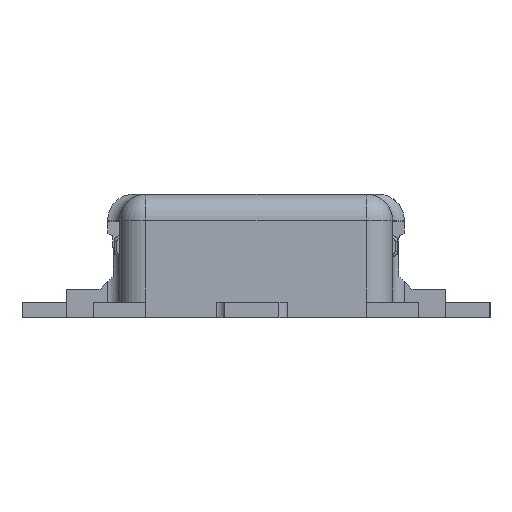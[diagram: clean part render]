
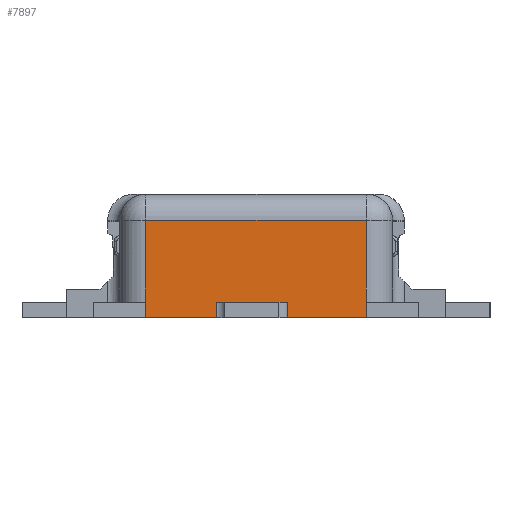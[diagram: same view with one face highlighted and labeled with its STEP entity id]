
A CAD part, left-side view. The second image highlights one B-rep face of the part: STEP entity #7897.
In plain terms, the highlighted planar face has unit normal (-1, 0, 0).
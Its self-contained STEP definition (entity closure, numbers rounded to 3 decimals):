
#1767=DIRECTION('',(0.,0.,-1.));
#1768=VECTOR('',#1767,0.315);
#1769=CARTESIAN_POINT('',(-4.13,0.425,0.375));
#1770=LINE('',#1769,#1768);
#1771=DIRECTION('',(0.,0.,-1.));
#1772=VECTOR('',#1771,0.06);
#1773=CARTESIAN_POINT('',(-4.13,-0.425,0.06));
#1774=LINE('',#1773,#1772);
#1775=DIRECTION('',(0.,1.,0.));
#1776=VECTOR('',#1775,0.305);
#1777=CARTESIAN_POINT('',(-4.13,-0.425,0.));
#1778=LINE('',#1777,#1776);
#1779=DIRECTION('',(0.,1.,0.));
#1780=VECTOR('',#1779,0.273);
#1781=CARTESIAN_POINT('',(-4.13,0.152,0.));
#1782=LINE('',#1781,#1780);
#1783=DIRECTION('',(0.,1.,0.));
#1784=VECTOR('',#1783,0.85);
#1785=CARTESIAN_POINT('',(-4.13,-0.425,0.375));
#1786=LINE('',#1785,#1784);
#1870=DIRECTION('',(0.,0.,1.));
#1871=VECTOR('',#1870,0.315);
#1872=CARTESIAN_POINT('',(-4.13,-0.425,0.06));
#1873=LINE('',#1872,#1871);
#2502=DIRECTION('',(0.,0.,-1.));
#2503=VECTOR('',#2502,0.06);
#2504=CARTESIAN_POINT('',(-4.13,-0.12,0.06));
#2505=LINE('',#2504,#2503);
#2510=DIRECTION('',(0.,0.,1.));
#2511=VECTOR('',#2510,0.06);
#2512=CARTESIAN_POINT('',(-4.13,0.152,0.));
#2513=LINE('',#2512,#2511);
#2532=DIRECTION('',(0.,-1.,0.));
#2533=VECTOR('',#2532,0.272);
#2534=CARTESIAN_POINT('',(-4.13,0.152,0.06));
#2535=LINE('',#2534,#2533);
#2536=DIRECTION('',(0.,0.,-1.));
#2537=VECTOR('',#2536,0.06);
#2538=CARTESIAN_POINT('',(-4.13,0.425,0.06));
#2539=LINE('',#2538,#2537);
#4207=CARTESIAN_POINT('',(-4.13,0.425,0.));
#4208=VERTEX_POINT('',#4207);
#4209=CARTESIAN_POINT('',(-4.13,0.152,0.));
#4210=VERTEX_POINT('',#4209);
#4215=CARTESIAN_POINT('',(-4.13,-0.12,0.));
#4216=VERTEX_POINT('',#4215);
#4217=CARTESIAN_POINT('',(-4.13,-0.425,0.));
#4218=VERTEX_POINT('',#4217);
#4815=CARTESIAN_POINT('',(-4.13,0.425,0.375));
#4816=VERTEX_POINT('',#4815);
#4817=CARTESIAN_POINT('',(-4.13,0.425,0.06));
#4818=VERTEX_POINT('',#4817);
#4819=CARTESIAN_POINT('',(-4.13,-0.425,0.375));
#4820=VERTEX_POINT('',#4819);
#4821=CARTESIAN_POINT('',(-4.13,-0.425,0.06));
#4822=VERTEX_POINT('',#4821);
#4823=CARTESIAN_POINT('',(-4.13,-0.12,0.06));
#4824=VERTEX_POINT('',#4823);
#4825=CARTESIAN_POINT('',(-4.13,0.152,0.06));
#4826=VERTEX_POINT('',#4825);
#7873=CARTESIAN_POINT('',(-4.13,0.57,0.));
#7874=DIRECTION('',(-1.,0.,0.));
#7875=DIRECTION('',(0.,-1.,0.));
#7876=AXIS2_PLACEMENT_3D('',#7873,#7874,#7875);
#7877=PLANE('',#7876);
#7878=ORIENTED_EDGE('',*,*,#7866,.F.);
#7880=ORIENTED_EDGE('',*,*,#7879,.F.);
#7882=ORIENTED_EDGE('',*,*,#7881,.F.);
#7884=ORIENTED_EDGE('',*,*,#7883,.T.);
#7885=ORIENTED_EDGE('',*,*,#5572,.T.);
#7887=ORIENTED_EDGE('',*,*,#7886,.F.);
#7889=ORIENTED_EDGE('',*,*,#7888,.F.);
#7891=ORIENTED_EDGE('',*,*,#7890,.F.);
#7892=ORIENTED_EDGE('',*,*,#5564,.T.);
#7894=ORIENTED_EDGE('',*,*,#7893,.F.);
#7895=EDGE_LOOP('',(#7878,#7880,#7882,#7884,#7885,#7887,#7889,#7891,#7892,
#7894));
#7896=FACE_OUTER_BOUND('',#7895,.F.);
#7897=ADVANCED_FACE('',(#7896),#7877,.T.);
#5564=EDGE_CURVE('',#4210,#4208,#1782,.T.);
#5572=EDGE_CURVE('',#4218,#4216,#1778,.T.);
#7866=EDGE_CURVE('',#4816,#4818,#1770,.T.);
#7879=EDGE_CURVE('',#4820,#4816,#1786,.T.);
#7881=EDGE_CURVE('',#4822,#4820,#1873,.T.);
#7883=EDGE_CURVE('',#4822,#4218,#1774,.T.);
#7886=EDGE_CURVE('',#4824,#4216,#2505,.T.);
#7888=EDGE_CURVE('',#4826,#4824,#2535,.T.);
#7890=EDGE_CURVE('',#4210,#4826,#2513,.T.);
#7893=EDGE_CURVE('',#4818,#4208,#2539,.T.);
